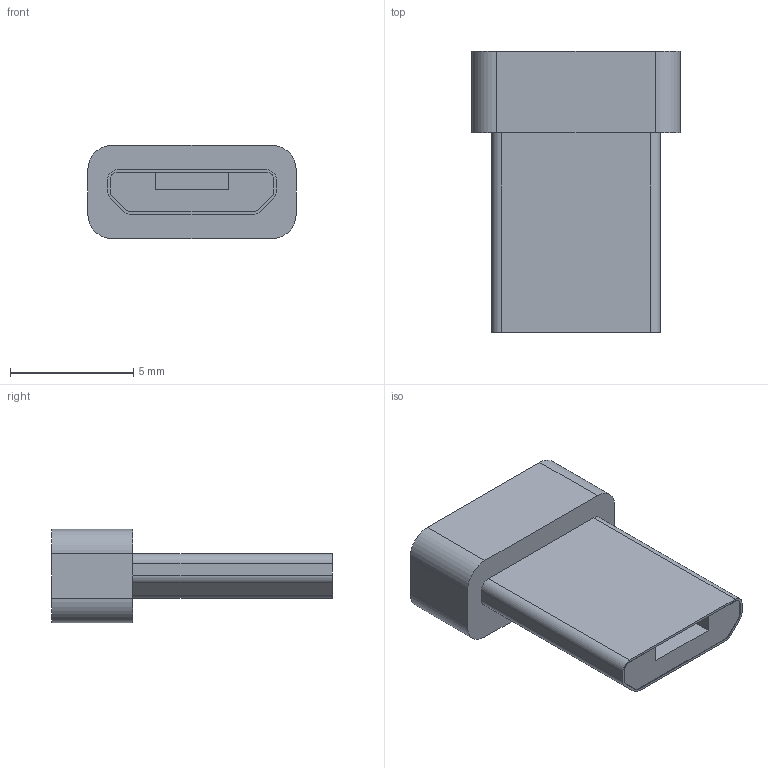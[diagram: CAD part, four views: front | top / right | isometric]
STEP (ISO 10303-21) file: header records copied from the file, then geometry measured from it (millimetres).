
FILE_DESCRIPTION( ( '' ), '1' );
FILE_NAME( 'usb-step.stp', '2015-02-17T16:41:51', ( 'Mateusz Kiliński' ), ( 'None' ), 'PSStep 17.0.49', 'SE ST7', ' ' );
FILE_SCHEMA( ( 'AUTOMOTIVE_DESIGN { 1 0 10303 214 1 1 1 1 }' ) );
Length unit declared in the file: millimetre
Products named in the file (1): 1
Bounding box: 8.45 x 11.4 x 3.8 mm (x, y, z)
Volume: 180.3 mm3; surface area: 327.2 mm2
Topology: 1 solids, 1 shells, 40 faces, 108 edges, 72 vertices
Faces by surface type: plane 24, cylinder 16
Entity records: 1600 total; most frequent: DIRECTION 222, CARTESIAN_POINT 221, ORIENTED_EDGE 216, EDGE_CURVE 108, LINE 76, VECTOR 76, AXIS2_PLACEMENT_3D 73, VERTEX_POINT 72
